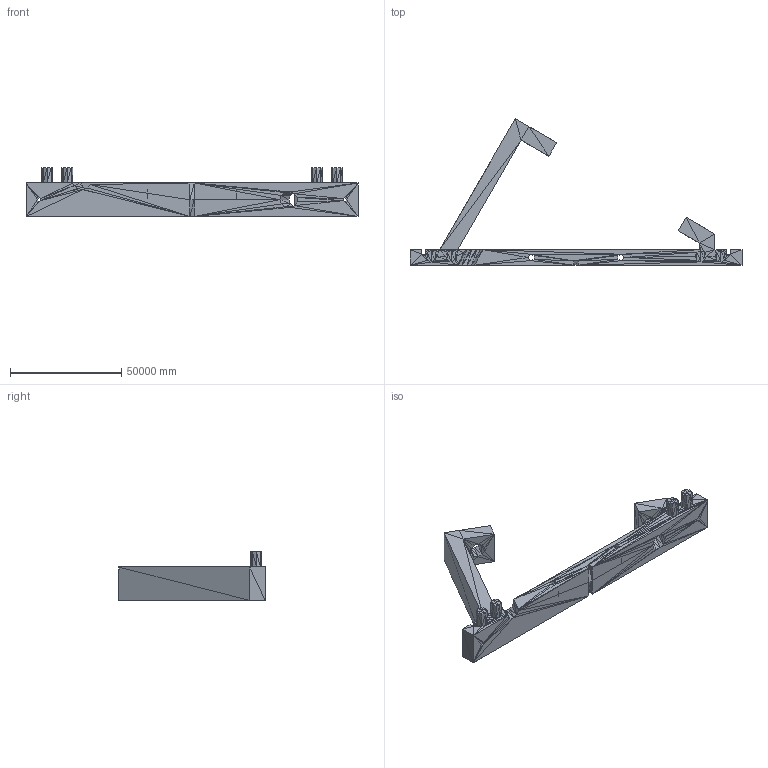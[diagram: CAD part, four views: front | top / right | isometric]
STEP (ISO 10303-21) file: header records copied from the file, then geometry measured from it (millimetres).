
FILE_DESCRIPTION(('Open CASCADE Model'),'2;1');
FILE_NAME('Open CASCADE Shape Model','2017-03-31T20:57:48',('Author'),( 'Open CASCADE'),'Open CASCADE STEP processor 7.0','Open CASCADE 7.0' ,'Unknown');
FILE_SCHEMA(('AUTOMOTIVE_DESIGN { 1 0 10303 214 1 1 1 1 }'));
Length unit declared in the file: metre
Products named in the file (1): Open CASCADE STEP translator 7.0 13
Bounding box: 149000 x 65768.9 x 21900 mm (x, y, z)
Surface area: 12284194056.4 mm2 (no closed solid volume)
Topology: 0 solids, 1 shells, 640 faces, 960 edges, 304 vertices
Faces by surface type: plane 640
Entity records: 23986 total; most frequent: CARTESIAN_POINT 4785, DIRECTION 3202, ORIENTED_EDGE 1920, LINE 1920, VECTOR 1920, PCURVE 1920, DEFINITIONAL_REPRESENTATION 1920, EDGE_CURVE 960
